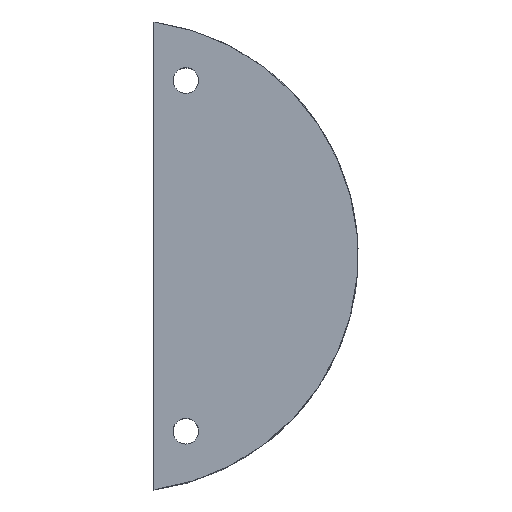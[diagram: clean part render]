
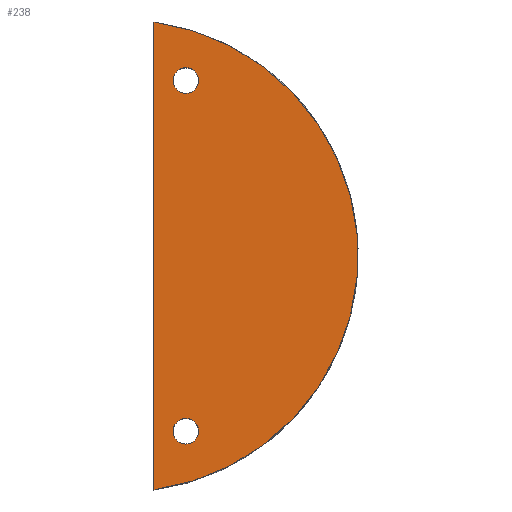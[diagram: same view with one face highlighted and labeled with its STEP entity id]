
A CAD part, top view. The second image highlights one B-rep face of the part: STEP entity #238.
In plain terms, the highlighted planar face has unit normal (0, 0, 1).
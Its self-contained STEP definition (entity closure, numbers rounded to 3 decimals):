
#34=FACE_BOUND('',#55,.T.);
#35=FACE_BOUND('',#56,.T.);
#40=FACE_OUTER_BOUND('',#54,.T.);
#54=EDGE_LOOP('',(#170,#171));
#55=EDGE_LOOP('',(#172));
#56=EDGE_LOOP('',(#173));
#74=LINE('',#366,#89);
#89=VECTOR('',#298,87.988);
#104=CIRCLE('',#267,47.);
#105=CIRCLE('',#268,2.553);
#106=CIRCLE('',#269,2.553);
#116=VERTEX_POINT('',#363);
#117=VERTEX_POINT('',#364);
#118=VERTEX_POINT('',#367);
#119=VERTEX_POINT('',#369);
#138=EDGE_CURVE('',#116,#117,#104,.F.);
#139=EDGE_CURVE('',#117,#116,#74,.T.);
#140=EDGE_CURVE('',#118,#118,#105,.T.);
#141=EDGE_CURVE('',#119,#119,#106,.T.);
#170=ORIENTED_EDGE('',*,*,#138,.T.);
#171=ORIENTED_EDGE('',*,*,#139,.T.);
#172=ORIENTED_EDGE('',*,*,#140,.T.);
#173=ORIENTED_EDGE('',*,*,#141,.T.);
#234=PLANE('',#266);
#238=ADVANCED_FACE('',(#40,#34,#35),#234,.T.);
#266=AXIS2_PLACEMENT_3D('',#362,#294,#295);
#267=AXIS2_PLACEMENT_3D('',#365,#296,#297);
#268=AXIS2_PLACEMENT_3D('',#368,#299,#300);
#269=AXIS2_PLACEMENT_3D('',#370,#301,#302);
#294=DIRECTION('center_axis',(0.,0.,1.));
#295=DIRECTION('ref_axis',(1.,0.,0.));
#296=DIRECTION('center_axis',(0.,0.,-1.));
#297=DIRECTION('ref_axis',(-1.,0.,0.));
#298=DIRECTION('',(0.,-1.,0.));
#299=DIRECTION('center_axis',(0.,0.,-1.));
#300=DIRECTION('ref_axis',(-1.,0.,0.));
#301=DIRECTION('center_axis',(0.,0.,-1.));
#302=DIRECTION('ref_axis',(-1.,0.,0.));
#362=CARTESIAN_POINT('Origin',(0.,0.,31.75));
#363=CARTESIAN_POINT('',(6.35,-46.569,31.75));
#364=CARTESIAN_POINT('',(6.35,46.569,31.75));
#365=CARTESIAN_POINT('Origin',(0.,0.,31.75));
#366=CARTESIAN_POINT('',(6.35,43.994,31.75));
#367=CARTESIAN_POINT('',(15.253,34.925,31.75));
#368=CARTESIAN_POINT('Origin',(12.7,34.925,31.75));
#369=CARTESIAN_POINT('',(15.253,-34.925,31.75));
#370=CARTESIAN_POINT('Origin',(12.7,-34.925,31.75));
